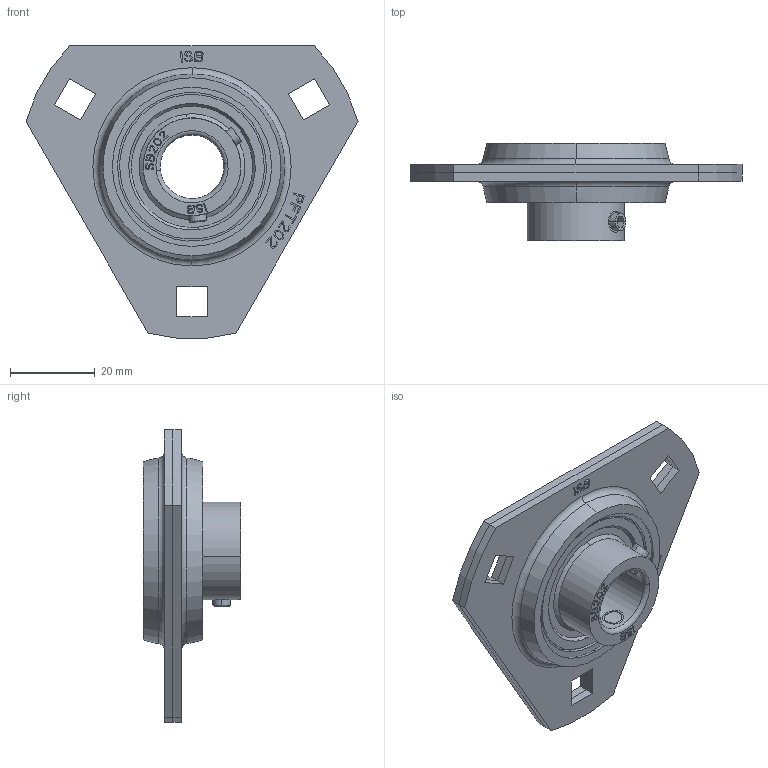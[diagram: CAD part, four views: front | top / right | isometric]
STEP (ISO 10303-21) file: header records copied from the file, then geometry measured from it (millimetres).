
FILE_DESCRIPTION((''),'2;1');
FILE_NAME('BPFT-SB202_ASM','2017-10-26T16:50:15',('giuseppe.caruso'),(''),'CREO PARAMETRIC BY PTC INC, 2016390','CREO PARAMETRIC BY PTC INC, 2016390','');
FILE_SCHEMA(('CONFIG_CONTROL_DESIGN'));
Length unit declared in the file: millimetre
Products named in the file (3): PFT202; SB202; BPFT-SB202_ASM
Assembly tree (3 placements, depth 2):
  BPFT-SB202_ASM
    PFT202  x2
    SB202
Bounding box: 78.14 x 23 x 68.85 mm (x, y, z)
Volume: 22379.7 mm3; surface area: 26605.3 mm2
Topology: 24 solids, 26 shells, 1081 faces, 2950 edges, 1946 vertices
Faces by surface type: plane 911, cylinder 82, sphere 42, cone 18, bspline 16, torus 12
Entity records: 25689 total; most frequent: CARTESIAN_POINT 5441, ORIENTED_EDGE 4250, DIRECTION 3958, EDGE_CURVE 2131, VECTOR 1756, LINE 1756, VERTEX_POINT 1422, AXIS2_PLACEMENT_3D 1101
